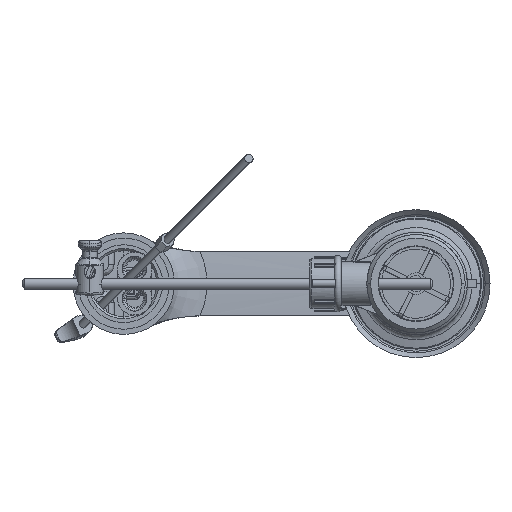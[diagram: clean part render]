
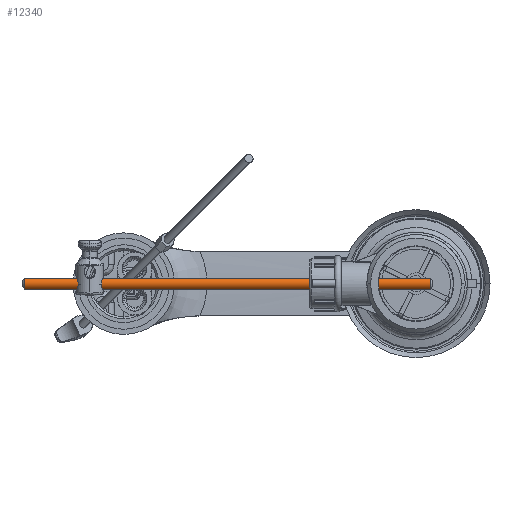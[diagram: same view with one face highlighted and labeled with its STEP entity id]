
A CAD part, front view. The second image highlights one B-rep face of the part: STEP entity #12340.
In plain terms, the highlighted cylindrical face has radius 2.5 mm (diameter 5 mm), a partial arc.
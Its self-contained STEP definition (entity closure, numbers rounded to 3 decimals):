
#727 = DIRECTION ( 'NONE',  ( 1., 0., 0. ) ) ;
#4248 = LINE ( 'NONE', #8519, #13508 ) ;
#8269 = EDGE_CURVE ( 'NONE', #47404, #49631, #42922, .T. ) ;
#8519 = CARTESIAN_POINT ( 'NONE',  ( 40.807, 72.912, 482.692 ) ) ;
#9053 = CARTESIAN_POINT ( 'NONE',  ( 39.807, 72.912, 482.692 ) ) ;
#11915 = VECTOR ( 'NONE', #14646, 1000. ) ;
#12340 = ADVANCED_FACE ( 'NONE', ( #52007 ), #57177, .T. ) ;
#12349 = DIRECTION ( 'NONE',  ( -1., 0., 0. ) ) ;
#13508 = VECTOR ( 'NONE', #23109, 1000. ) ;
#14646 = DIRECTION ( 'NONE',  ( -1., 0., 0. ) ) ;
#19600 = ORIENTED_EDGE ( 'NONE', *, *, #48180, .T. ) ;
#20680 = AXIS2_PLACEMENT_3D ( 'NONE', #23834, #727, #33265 ) ;
#21014 = VERTEX_POINT ( 'NONE', #9053 ) ;
#22089 = EDGE_LOOP ( 'NONE', ( #26760, #19600, #49640, #50568 ) ) ;
#23109 = DIRECTION ( 'NONE',  ( -1., 0., 0. ) ) ;
#23834 = CARTESIAN_POINT ( 'NONE',  ( -148.193, 73.095, 485.185 ) ) ;
#26760 = ORIENTED_EDGE ( 'NONE', *, *, #28046, .F. ) ;
#27018 = AXIS2_PLACEMENT_3D ( 'NONE', #43789, #44088, #58070 ) ;
#28046 = EDGE_CURVE ( 'NONE', #21014, #33881, #4248, .T. ) ;
#32724 = CIRCLE ( 'NONE', #34640, 2.5 ) ;
#33265 = DIRECTION ( 'NONE',  ( 0., -0.073, -0.997 ) ) ;
#33881 = VERTEX_POINT ( 'NONE', #36774 ) ;
#34640 = AXIS2_PLACEMENT_3D ( 'NONE', #58854, #12349, #48825 ) ;
#35490 = EDGE_CURVE ( 'NONE', #49631, #33881, #46892, .T. ) ;
#36774 = CARTESIAN_POINT ( 'NONE',  ( -148.193, 72.912, 482.692 ) ) ;
#42922 = LINE ( 'NONE', #46868, #11915 ) ;
#43789 = CARTESIAN_POINT ( 'NONE',  ( 40.807, 73.095, 485.185 ) ) ;
#44088 = DIRECTION ( 'NONE',  ( -1., 0., 0. ) ) ;
#46868 = CARTESIAN_POINT ( 'NONE',  ( 40.807, 73.278, 487.678 ) ) ;
#46892 = CIRCLE ( 'NONE', #20680, 2.5 ) ;
#47404 = VERTEX_POINT ( 'NONE', #48655 ) ;
#48180 = EDGE_CURVE ( 'NONE', #21014, #47404, #32724, .T. ) ;
#48655 = CARTESIAN_POINT ( 'NONE',  ( 39.807, 73.278, 487.678 ) ) ;
#48825 = DIRECTION ( 'NONE',  ( 0., -0.073, -0.997 ) ) ;
#49631 = VERTEX_POINT ( 'NONE', #51922 ) ;
#49640 = ORIENTED_EDGE ( 'NONE', *, *, #8269, .T. ) ;
#50568 = ORIENTED_EDGE ( 'NONE', *, *, #35490, .T. ) ;
#51922 = CARTESIAN_POINT ( 'NONE',  ( -148.193, 73.278, 487.678 ) ) ;
#52007 = FACE_OUTER_BOUND ( 'NONE', #22089, .T. ) ;
#57177 = CYLINDRICAL_SURFACE ( 'NONE', #27018, 2.5 ) ;
#58070 = DIRECTION ( 'NONE',  ( 0., 0.073, 0.997 ) ) ;
#58854 = CARTESIAN_POINT ( 'NONE',  ( 39.807, 73.095, 485.185 ) ) ;
